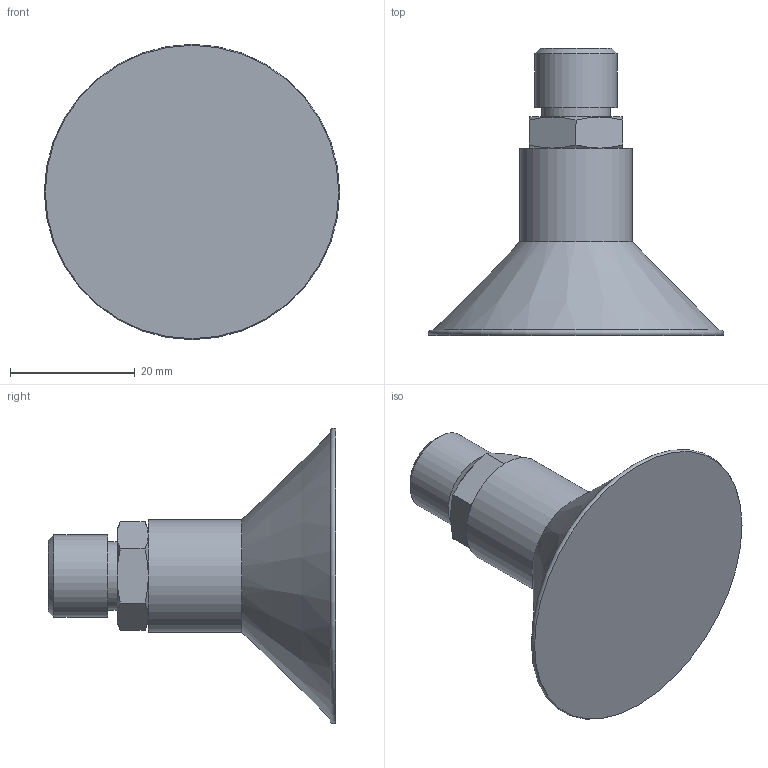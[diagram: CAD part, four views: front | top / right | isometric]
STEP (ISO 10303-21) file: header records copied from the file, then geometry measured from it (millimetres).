
FILE_DESCRIPTION(/* description */ (''),/* implementation_level */ '2;1');
FILE_NAME(/* name */ 'vc47nit_rac6r1-4m.stp',/* time_stamp */ '2020-09-21T12:27:56+02:00',/* author */ ('enginyeria'),/* organization */ (''),/* preprocessor_version */ 'ST-DEVELOPER v17.2',/* originating_system */ 'Autodesk Inventor 2019',/* authorisation */ '');
FILE_SCHEMA (('CONFIG_CONTROL_DESIGN'));
Length unit declared in the file: millimetre
Products named in the file (1): vc47nit_rac6r1-4m
Bounding box: 47.31 x 46 x 47.31 mm (x, y, z)
Volume: 19397.2 mm3; surface area: 6029.3 mm2
Topology: 1 solids, 1 shells, 32 faces, 74 edges, 48 vertices
Faces by surface type: cone 15, plane 12, cylinder 4, torus 1
Full cylindrical faces by diameter (mm): 6 x1, 11 x1, 13.157 x1, 18 x1
Entity records: 963 total; most frequent: CARTESIAN_POINT 203, DIRECTION 153, ORIENTED_EDGE 148, EDGE_CURVE 74, AXIS2_PLACEMENT_3D 70, VERTEX_POINT 48, CIRCLE 37, EDGE_LOOP 36
